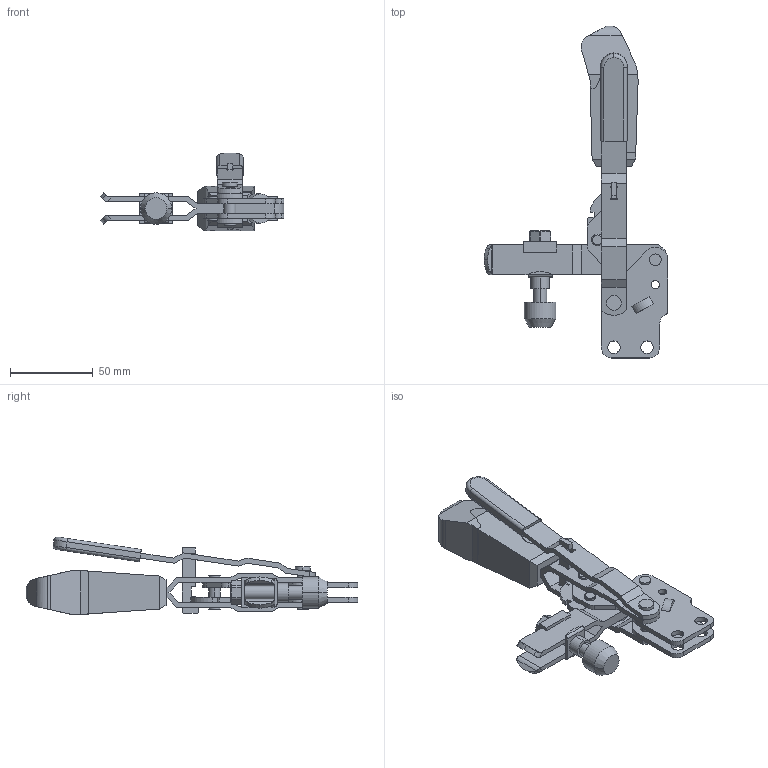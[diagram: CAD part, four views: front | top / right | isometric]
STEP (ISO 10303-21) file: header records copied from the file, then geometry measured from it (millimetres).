
FILE_DESCRIPTION(('STEP AP214'),'1');
FILE_NAME('HALDERN_EH_23330_0614.stp','2020-02-17T07:50:27',('TraceParts'),('TraceParts S.A.'),'Spatial InterOp 3D',' ',' ');
FILE_SCHEMA(('AUTOMOTIVE_DESIGN { 1 0 10303 214 1 1 1 1 }'));
Length unit declared in the file: millimetre
Products named in the file (1): HALDERN_EH_23330_0614_1
Bounding box: 110.74 x 200.25 x 47.04 mm (x, y, z)
Volume: 109002.4 mm3; surface area: 51153.5 mm2
Topology: 9 solids, 10 shells, 452 faces, 1182 edges, 772 vertices
Faces by surface type: plane 225, cylinder 191, cone 20, torus 16
Entity records: 18002 total; most frequent: CARTESIAN_POINT 2884, DIRECTION 2406, ORIENTED_EDGE 2364, EDGE_CURVE 1182, AXIS2_PLACEMENT_3D 841, VERTEX_POINT 772, LINE 724, VECTOR 724
